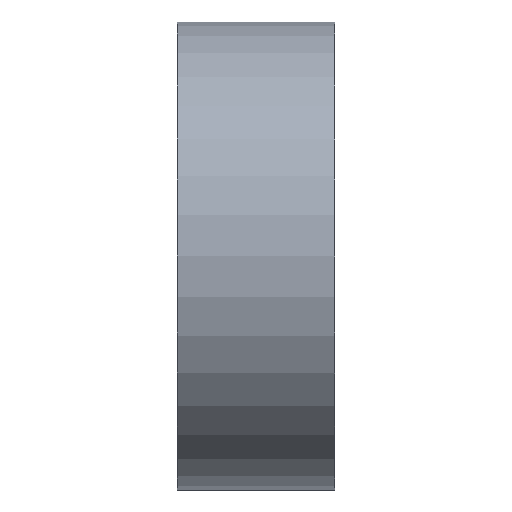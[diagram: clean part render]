
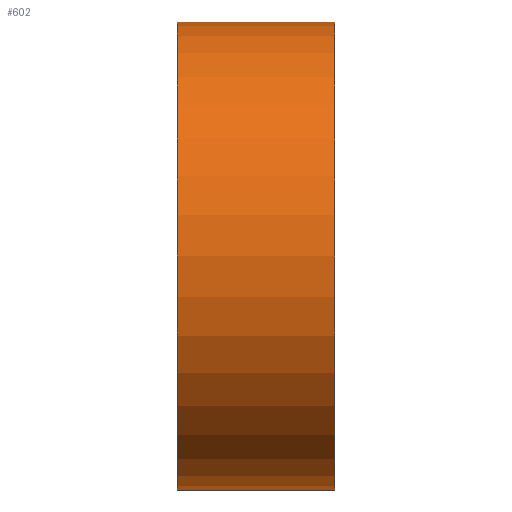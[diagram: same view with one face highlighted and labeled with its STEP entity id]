
A CAD part, front view. The second image highlights one B-rep face of the part: STEP entity #602.
In plain terms, the highlighted cylindrical face has radius 11.688 mm (diameter 23.375 mm), a full revolution.
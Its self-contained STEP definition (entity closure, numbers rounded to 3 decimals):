
#27=CIRCLE('',#657,11.688);
#28=CIRCLE('',#659,11.688);
#52=FACE_OUTER_BOUND('',#86,.T.);
#86=EDGE_LOOP('',(#466,#467,#468,#469));
#175=LINE('',#1805,#212);
#212=VECTOR('',#751,11.688);
#277=VERTEX_POINT('',#1800);
#278=VERTEX_POINT('',#1803);
#355=EDGE_CURVE('',#277,#277,#27,.T.);
#356=EDGE_CURVE('',#278,#278,#28,.T.);
#357=EDGE_CURVE('',#278,#277,#175,.T.);
#466=ORIENTED_EDGE('',*,*,#356,.F.);
#467=ORIENTED_EDGE('',*,*,#357,.T.);
#468=ORIENTED_EDGE('',*,*,#355,.F.);
#469=ORIENTED_EDGE('',*,*,#357,.F.);
#576=CYLINDRICAL_SURFACE('',#658,11.688);
#602=ADVANCED_FACE('',(#52),#576,.T.);
#657=AXIS2_PLACEMENT_3D('',#1801,#745,#746);
#658=AXIS2_PLACEMENT_3D('',#1802,#747,#748);
#659=AXIS2_PLACEMENT_3D('',#1804,#749,#750);
#745=DIRECTION('center_axis',(-1.,0.,0.));
#746=DIRECTION('ref_axis',(0.,-1.,0.));
#747=DIRECTION('center_axis',(1.,0.,0.));
#748=DIRECTION('ref_axis',(0.,-1.,0.));
#749=DIRECTION('center_axis',(1.,0.,0.));
#750=DIRECTION('ref_axis',(0.,-1.,0.));
#751=DIRECTION('',(-1.,0.,0.));
#1800=CARTESIAN_POINT('',(-0.7,11.688,0.));
#1801=CARTESIAN_POINT('Origin',(-0.7,0.,0.));
#1802=CARTESIAN_POINT('Origin',(0.,0.,0.));
#1803=CARTESIAN_POINT('',(7.17,11.688,0.));
#1804=CARTESIAN_POINT('Origin',(7.17,0.,0.));
#1805=CARTESIAN_POINT('',(0.,11.688,0.));
